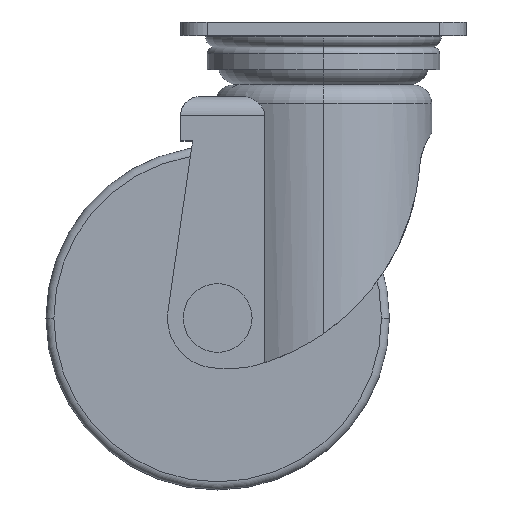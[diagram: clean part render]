
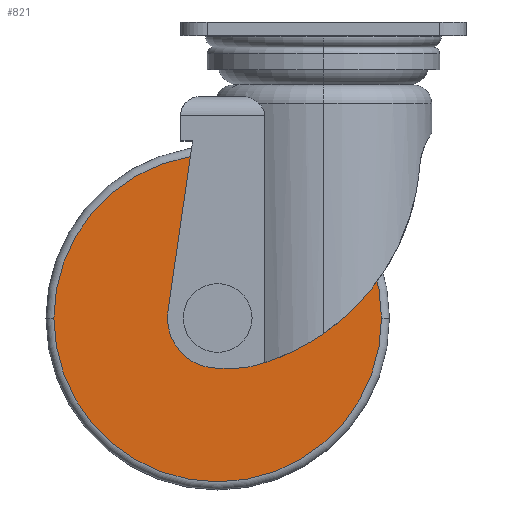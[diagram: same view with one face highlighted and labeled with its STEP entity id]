
A CAD part, top view. The second image highlights one B-rep face of the part: STEP entity #821.
In plain terms, the highlighted planar face has unit normal (0, 0, 1).
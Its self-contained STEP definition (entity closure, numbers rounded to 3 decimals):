
#59 = AXIS2_PLACEMENT_3D ( 'NONE', #2183, #2184, #2185 ) ;
#221 = CIRCLE ( 'NONE', #2161, 14.75 ) ;
#518 = CARTESIAN_POINT ( 'NONE',  ( -40., -112., 25. ) ) ;
#519 = DIRECTION ( 'NONE',  ( 0., 0., 1. ) ) ;
#520 = DIRECTION ( 'NONE',  ( 1., 0., 0. ) ) ;
#576 = DIRECTION ( 'NONE',  ( -1., 0., 0. ) ) ;
#577 = CARTESIAN_POINT ( 'NONE',  ( -40., -112., 25. ) ) ;
#578 = DIRECTION ( 'NONE',  ( 0., 0., -1. ) ) ;
#642 = EDGE_CURVE ( 'NONE', #1212, #1213, #3320, .T. ) ;
#710 = EDGE_CURVE ( 'NONE', #1228, #1229, #3419, .T. ) ;
#821 = ADVANCED_FACE ( 'NONE', ( #1350, #1351 ), #2182, .T. ) ;
#1163 = EDGE_LOOP ( 'NONE', ( #2307, #2309 ) ) ;
#1164 = EDGE_LOOP ( 'NONE', ( #2306, #2310 ) ) ;
#1212 = VERTEX_POINT ( 'NONE', #2807 ) ;
#1213 = VERTEX_POINT ( 'NONE', #2808 ) ;
#1228 = VERTEX_POINT ( 'NONE', #2823 ) ;
#1229 = VERTEX_POINT ( 'NONE', #2824 ) ;
#1350 = FACE_BOUND ( 'NONE', #1163, .T. ) ;
#1351 = FACE_OUTER_BOUND ( 'NONE', #1164, .T. ) ;
#1711 = DIRECTION ( 'NONE',  ( 1., 0., 0. ) ) ;
#1713 = DIRECTION ( 'NONE',  ( 0., 0., 1. ) ) ;
#1722 = CARTESIAN_POINT ( 'NONE',  ( -40., -112., 25. ) ) ;
#2032 = AXIS2_PLACEMENT_3D ( 'NONE', #2684, #2685, #2686 ) ;
#2148 = CIRCLE ( 'NONE', #2032, 62. ) ;
#2161 = AXIS2_PLACEMENT_3D ( 'NONE', #518, #519, #520 ) ;
#2182 = PLANE ( 'NONE',  #59 ) ;
#2183 = CARTESIAN_POINT ( 'NONE',  ( -40., -112., 25. ) ) ;
#2184 = DIRECTION ( 'NONE',  ( 0., 0., 1. ) ) ;
#2185 = DIRECTION ( 'NONE',  ( 1., 0., 0. ) ) ;
#2306 = ORIENTED_EDGE ( 'NONE', *, *, #710, .F. ) ;
#2307 = ORIENTED_EDGE ( 'NONE', *, *, #3172, .F. ) ;
#2309 = ORIENTED_EDGE ( 'NONE', *, *, #642, .F. ) ;
#2310 = ORIENTED_EDGE ( 'NONE', *, *, #3259, .F. ) ;
#2684 = CARTESIAN_POINT ( 'NONE',  ( -40., -112., 25. ) ) ;
#2685 = DIRECTION ( 'NONE',  ( 0., 0., -1. ) ) ;
#2686 = DIRECTION ( 'NONE',  ( -1., 0., 0. ) ) ;
#2807 = CARTESIAN_POINT ( 'NONE',  ( -40., -126.75, 25. ) ) ;
#2808 = CARTESIAN_POINT ( 'NONE',  ( -40., -97.25, 25. ) ) ;
#2823 = CARTESIAN_POINT ( 'NONE',  ( -102., -112., 25. ) ) ;
#2824 = CARTESIAN_POINT ( 'NONE',  ( 22., -112., 25. ) ) ;
#3172 = EDGE_CURVE ( 'NONE', #1213, #1212, #221, .T. ) ;
#3259 = EDGE_CURVE ( 'NONE', #1229, #1228, #2148, .T. ) ;
#3320 = CIRCLE ( 'NONE', #3322, 14.75 ) ;
#3322 = AXIS2_PLACEMENT_3D ( 'NONE', #1722, #1713, #1711 ) ;
#3419 = CIRCLE ( 'NONE', #3420, 62. ) ;
#3420 = AXIS2_PLACEMENT_3D ( 'NONE', #577, #578, #576 ) ;
